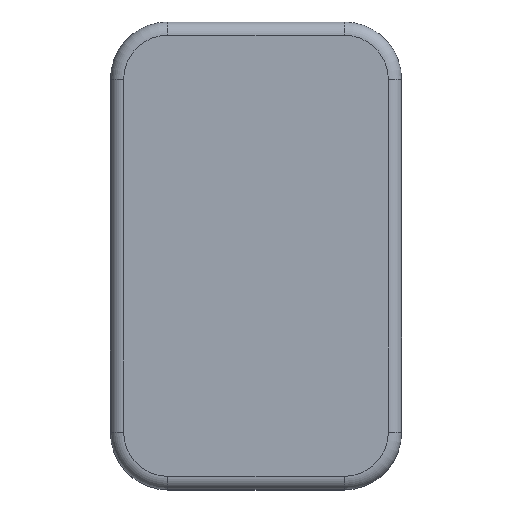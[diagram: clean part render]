
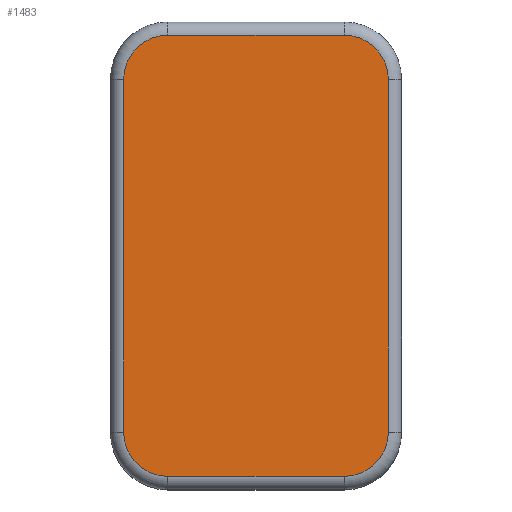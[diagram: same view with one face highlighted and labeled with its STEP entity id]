
A CAD part, top view. The second image highlights one B-rep face of the part: STEP entity #1483.
In plain terms, the highlighted planar face has unit normal (0, 0, 1).
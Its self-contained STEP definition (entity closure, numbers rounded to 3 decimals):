
#938 = CYLINDRICAL_SURFACE('',#939,3.);
#939 = AXIS2_PLACEMENT_3D('',#940,#941,#942);
#940 = CARTESIAN_POINT('',(-30.,-44.992,55.));
#941 = DIRECTION('',(0.,1.,0.));
#942 = DIRECTION('',(0.,0.,-1.));
#1013 = TOROIDAL_SURFACE('',#1014,10.,3.);
#1014 = AXIS2_PLACEMENT_3D('',#1015,#1016,#1017);
#1015 = CARTESIAN_POINT('',(-20.,35.,55.));
#1016 = DIRECTION('',(0.,0.,1.));
#1017 = DIRECTION('',(1.,0.,-0.));
#1069 = CYLINDRICAL_SURFACE('',#1070,3.);
#1070 = AXIS2_PLACEMENT_3D('',#1071,#1072,#1073);
#1071 = CARTESIAN_POINT('',(-20.,45.,55.));
#1072 = DIRECTION('',(1.,0.,0.));
#1073 = DIRECTION('',(0.,0.,-1.));
#1122 = TOROIDAL_SURFACE('',#1123,10.,3.);
#1123 = AXIS2_PLACEMENT_3D('',#1124,#1125,#1126);
#1124 = CARTESIAN_POINT('',(20.,35.,55.));
#1125 = DIRECTION('',(0.,0.,1.));
#1126 = DIRECTION('',(1.,0.,-0.));
#1178 = CYLINDRICAL_SURFACE('',#1179,3.);
#1179 = AXIS2_PLACEMENT_3D('',#1180,#1181,#1182);
#1180 = CARTESIAN_POINT('',(30.,34.999,55.));
#1181 = DIRECTION('',(0.,-1.,0.));
#1182 = DIRECTION('',(0.,0.,-1.));
#1231 = TOROIDAL_SURFACE('',#1232,10.,3.);
#1232 = AXIS2_PLACEMENT_3D('',#1233,#1234,#1235);
#1233 = CARTESIAN_POINT('',(19.992,-45.,55.));
#1234 = DIRECTION('',(0.,0.,1.));
#1235 = DIRECTION('',(1.,0.,-0.));
#1287 = CYLINDRICAL_SURFACE('',#1288,3.);
#1288 = AXIS2_PLACEMENT_3D('',#1289,#1290,#1291);
#1289 = CARTESIAN_POINT('',(19.992,-55.,55.));
#1290 = DIRECTION('',(-1.,0.,0.));
#1291 = DIRECTION('',(-0.,0.,-1.));
#1319 = TOROIDAL_SURFACE('',#1320,10.008,3.);
#1320 = AXIS2_PLACEMENT_3D('',#1321,#1322,#1323);
#1321 = CARTESIAN_POINT('',(-19.992,-44.992,55.));
#1322 = DIRECTION('',(0.,0.,1.));
#1323 = DIRECTION('',(1.,0.,-0.));
#1337 = VERTEX_POINT('',#1338);
#1338 = CARTESIAN_POINT('',(-20.,45.,58.));
#1360 = EDGE_CURVE('',#1337,#1361,#1363,.T.);
#1361 = VERTEX_POINT('',#1362);
#1362 = CARTESIAN_POINT('',(-30.,35.,58.));
#1363 = SURFACE_CURVE('',#1364,(#1369,#1376),.PCURVE_S1.);
#1364 = CIRCLE('',#1365,10.);
#1365 = AXIS2_PLACEMENT_3D('',#1366,#1367,#1368);
#1366 = CARTESIAN_POINT('',(-20.,35.,58.));
#1367 = DIRECTION('',(0.,0.,1.));
#1368 = DIRECTION('',(1.,0.,0.));
#1369 = PCURVE('',#1013,#1370);
#1370 = DEFINITIONAL_REPRESENTATION('',(#1371),#1375);
#1371 = LINE('',#1372,#1373);
#1372 = CARTESIAN_POINT('',(0.,1.571));
#1373 = VECTOR('',#1374,1.);
#1374 = DIRECTION('',(1.,0.));
#1375 = ( GEOMETRIC_REPRESENTATION_CONTEXT(2) 
PARAMETRIC_REPRESENTATION_CONTEXT() REPRESENTATION_CONTEXT('2D SPACE',''
  ) );
#1376 = PCURVE('',#1377,#1382);
#1377 = PLANE('',#1378);
#1378 = AXIS2_PLACEMENT_3D('',#1379,#1380,#1381);
#1379 = CARTESIAN_POINT('',(-0.002,-4.998,58.));
#1380 = DIRECTION('',(0.,0.,1.));
#1381 = DIRECTION('',(1.,0.,0.));
#1382 = DEFINITIONAL_REPRESENTATION('',(#1383),#1387);
#1383 = CIRCLE('',#1384,10.);
#1384 = AXIS2_PLACEMENT_2D('',#1385,#1386);
#1385 = CARTESIAN_POINT('',(-19.998,39.998));
#1386 = DIRECTION('',(1.,0.));
#1387 = ( GEOMETRIC_REPRESENTATION_CONTEXT(2) 
PARAMETRIC_REPRESENTATION_CONTEXT() REPRESENTATION_CONTEXT('2D SPACE',''
  ) );
#1416 = VERTEX_POINT('',#1417);
#1417 = CARTESIAN_POINT('',(30.,34.999,58.));
#1439 = EDGE_CURVE('',#1416,#1440,#1442,.T.);
#1440 = VERTEX_POINT('',#1441);
#1441 = CARTESIAN_POINT('',(29.992,-45.001,58.));
#1442 = SURFACE_CURVE('',#1443,(#1447,#1454),.PCURVE_S1.);
#1443 = LINE('',#1444,#1445);
#1444 = CARTESIAN_POINT('',(30.,34.999,58.));
#1445 = VECTOR('',#1446,1.);
#1446 = DIRECTION('',(0.,-1.,0.));
#1447 = PCURVE('',#1178,#1448);
#1448 = DEFINITIONAL_REPRESENTATION('',(#1449),#1453);
#1449 = LINE('',#1450,#1451);
#1450 = CARTESIAN_POINT('',(3.142,0.));
#1451 = VECTOR('',#1452,1.);
#1452 = DIRECTION('',(0.,1.));
#1453 = ( GEOMETRIC_REPRESENTATION_CONTEXT(2) 
PARAMETRIC_REPRESENTATION_CONTEXT() REPRESENTATION_CONTEXT('2D SPACE',''
  ) );
#1454 = PCURVE('',#1377,#1455);
#1455 = DEFINITIONAL_REPRESENTATION('',(#1456),#1460);
#1456 = LINE('',#1457,#1458);
#1457 = CARTESIAN_POINT('',(30.002,39.997));
#1458 = VECTOR('',#1459,1.);
#1459 = DIRECTION('',(0.,-1.));
#1460 = ( GEOMETRIC_REPRESENTATION_CONTEXT(2) 
PARAMETRIC_REPRESENTATION_CONTEXT() REPRESENTATION_CONTEXT('2D SPACE',''
  ) );
#1483 = ADVANCED_FACE('',(#1484),#1377,.T.);
#1484 = FACE_BOUND('',#1485,.F.);
#1485 = EDGE_LOOP('',(#1486,#1509,#1510,#1533,#1555,#1556,#1580,#1603));
#1486 = ORIENTED_EDGE('',*,*,#1487,.T.);
#1487 = EDGE_CURVE('',#1488,#1361,#1490,.T.);
#1488 = VERTEX_POINT('',#1489);
#1489 = CARTESIAN_POINT('',(-30.,-44.992,58.));
#1490 = SURFACE_CURVE('',#1491,(#1495,#1502),.PCURVE_S1.);
#1491 = LINE('',#1492,#1493);
#1492 = CARTESIAN_POINT('',(-30.,-44.992,58.));
#1493 = VECTOR('',#1494,1.);
#1494 = DIRECTION('',(0.,1.,0.));
#1495 = PCURVE('',#1377,#1496);
#1496 = DEFINITIONAL_REPRESENTATION('',(#1497),#1501);
#1497 = LINE('',#1498,#1499);
#1498 = CARTESIAN_POINT('',(-29.998,-39.994));
#1499 = VECTOR('',#1500,1.);
#1500 = DIRECTION('',(0.,1.));
#1501 = ( GEOMETRIC_REPRESENTATION_CONTEXT(2) 
PARAMETRIC_REPRESENTATION_CONTEXT() REPRESENTATION_CONTEXT('2D SPACE',''
  ) );
#1502 = PCURVE('',#938,#1503);
#1503 = DEFINITIONAL_REPRESENTATION('',(#1504),#1508);
#1504 = LINE('',#1505,#1506);
#1505 = CARTESIAN_POINT('',(3.142,0.));
#1506 = VECTOR('',#1507,1.);
#1507 = DIRECTION('',(0.,1.));
#1508 = ( GEOMETRIC_REPRESENTATION_CONTEXT(2) 
PARAMETRIC_REPRESENTATION_CONTEXT() REPRESENTATION_CONTEXT('2D SPACE',''
  ) );
#1509 = ORIENTED_EDGE('',*,*,#1360,.F.);
#1510 = ORIENTED_EDGE('',*,*,#1511,.T.);
#1511 = EDGE_CURVE('',#1337,#1512,#1514,.T.);
#1512 = VERTEX_POINT('',#1513);
#1513 = CARTESIAN_POINT('',(20.,45.,58.));
#1514 = SURFACE_CURVE('',#1515,(#1519,#1526),.PCURVE_S1.);
#1515 = LINE('',#1516,#1517);
#1516 = CARTESIAN_POINT('',(-20.,45.,58.));
#1517 = VECTOR('',#1518,1.);
#1518 = DIRECTION('',(1.,0.,0.));
#1519 = PCURVE('',#1377,#1520);
#1520 = DEFINITIONAL_REPRESENTATION('',(#1521),#1525);
#1521 = LINE('',#1522,#1523);
#1522 = CARTESIAN_POINT('',(-19.998,49.998));
#1523 = VECTOR('',#1524,1.);
#1524 = DIRECTION('',(1.,0.));
#1525 = ( GEOMETRIC_REPRESENTATION_CONTEXT(2) 
PARAMETRIC_REPRESENTATION_CONTEXT() REPRESENTATION_CONTEXT('2D SPACE',''
  ) );
#1526 = PCURVE('',#1069,#1527);
#1527 = DEFINITIONAL_REPRESENTATION('',(#1528),#1532);
#1528 = LINE('',#1529,#1530);
#1529 = CARTESIAN_POINT('',(3.142,0.));
#1530 = VECTOR('',#1531,1.);
#1531 = DIRECTION('',(0.,1.));
#1532 = ( GEOMETRIC_REPRESENTATION_CONTEXT(2) 
PARAMETRIC_REPRESENTATION_CONTEXT() REPRESENTATION_CONTEXT('2D SPACE',''
  ) );
#1533 = ORIENTED_EDGE('',*,*,#1534,.F.);
#1534 = EDGE_CURVE('',#1416,#1512,#1535,.T.);
#1535 = SURFACE_CURVE('',#1536,(#1541,#1548),.PCURVE_S1.);
#1536 = CIRCLE('',#1537,10.);
#1537 = AXIS2_PLACEMENT_3D('',#1538,#1539,#1540);
#1538 = CARTESIAN_POINT('',(20.,35.,58.));
#1539 = DIRECTION('',(0.,0.,1.));
#1540 = DIRECTION('',(1.,0.,0.));
#1541 = PCURVE('',#1377,#1542);
#1542 = DEFINITIONAL_REPRESENTATION('',(#1543),#1547);
#1543 = CIRCLE('',#1544,10.);
#1544 = AXIS2_PLACEMENT_2D('',#1545,#1546);
#1545 = CARTESIAN_POINT('',(20.002,39.998));
#1546 = DIRECTION('',(1.,0.));
#1547 = ( GEOMETRIC_REPRESENTATION_CONTEXT(2) 
PARAMETRIC_REPRESENTATION_CONTEXT() REPRESENTATION_CONTEXT('2D SPACE',''
  ) );
#1548 = PCURVE('',#1122,#1549);
#1549 = DEFINITIONAL_REPRESENTATION('',(#1550),#1554);
#1550 = LINE('',#1551,#1552);
#1551 = CARTESIAN_POINT('',(0.,1.571));
#1552 = VECTOR('',#1553,1.);
#1553 = DIRECTION('',(1.,0.));
#1554 = ( GEOMETRIC_REPRESENTATION_CONTEXT(2) 
PARAMETRIC_REPRESENTATION_CONTEXT() REPRESENTATION_CONTEXT('2D SPACE',''
  ) );
#1555 = ORIENTED_EDGE('',*,*,#1439,.T.);
#1556 = ORIENTED_EDGE('',*,*,#1557,.F.);
#1557 = EDGE_CURVE('',#1558,#1440,#1560,.T.);
#1558 = VERTEX_POINT('',#1559);
#1559 = CARTESIAN_POINT('',(19.992,-55.,58.));
#1560 = SURFACE_CURVE('',#1561,(#1566,#1573),.PCURVE_S1.);
#1561 = CIRCLE('',#1562,10.);
#1562 = AXIS2_PLACEMENT_3D('',#1563,#1564,#1565);
#1563 = CARTESIAN_POINT('',(19.992,-45.,58.));
#1564 = DIRECTION('',(0.,0.,1.));
#1565 = DIRECTION('',(1.,0.,0.));
#1566 = PCURVE('',#1377,#1567);
#1567 = DEFINITIONAL_REPRESENTATION('',(#1568),#1572);
#1568 = CIRCLE('',#1569,10.);
#1569 = AXIS2_PLACEMENT_2D('',#1570,#1571);
#1570 = CARTESIAN_POINT('',(19.994,-40.002));
#1571 = DIRECTION('',(1.,0.));
#1572 = ( GEOMETRIC_REPRESENTATION_CONTEXT(2) 
PARAMETRIC_REPRESENTATION_CONTEXT() REPRESENTATION_CONTEXT('2D SPACE',''
  ) );
#1573 = PCURVE('',#1231,#1574);
#1574 = DEFINITIONAL_REPRESENTATION('',(#1575),#1579);
#1575 = LINE('',#1576,#1577);
#1576 = CARTESIAN_POINT('',(0.,1.571));
#1577 = VECTOR('',#1578,1.);
#1578 = DIRECTION('',(1.,0.));
#1579 = ( GEOMETRIC_REPRESENTATION_CONTEXT(2) 
PARAMETRIC_REPRESENTATION_CONTEXT() REPRESENTATION_CONTEXT('2D SPACE',''
  ) );
#1580 = ORIENTED_EDGE('',*,*,#1581,.T.);
#1581 = EDGE_CURVE('',#1558,#1582,#1584,.T.);
#1582 = VERTEX_POINT('',#1583);
#1583 = CARTESIAN_POINT('',(-19.992,-55.,58.));
#1584 = SURFACE_CURVE('',#1585,(#1589,#1596),.PCURVE_S1.);
#1585 = LINE('',#1586,#1587);
#1586 = CARTESIAN_POINT('',(19.992,-55.,58.));
#1587 = VECTOR('',#1588,1.);
#1588 = DIRECTION('',(-1.,0.,0.));
#1589 = PCURVE('',#1377,#1590);
#1590 = DEFINITIONAL_REPRESENTATION('',(#1591),#1595);
#1591 = LINE('',#1592,#1593);
#1592 = CARTESIAN_POINT('',(19.994,-50.002));
#1593 = VECTOR('',#1594,1.);
#1594 = DIRECTION('',(-1.,0.));
#1595 = ( GEOMETRIC_REPRESENTATION_CONTEXT(2) 
PARAMETRIC_REPRESENTATION_CONTEXT() REPRESENTATION_CONTEXT('2D SPACE',''
  ) );
#1596 = PCURVE('',#1287,#1597);
#1597 = DEFINITIONAL_REPRESENTATION('',(#1598),#1602);
#1598 = LINE('',#1599,#1600);
#1599 = CARTESIAN_POINT('',(3.142,0.));
#1600 = VECTOR('',#1601,1.);
#1601 = DIRECTION('',(0.,1.));
#1602 = ( GEOMETRIC_REPRESENTATION_CONTEXT(2) 
PARAMETRIC_REPRESENTATION_CONTEXT() REPRESENTATION_CONTEXT('2D SPACE',''
  ) );
#1603 = ORIENTED_EDGE('',*,*,#1604,.F.);
#1604 = EDGE_CURVE('',#1488,#1582,#1605,.T.);
#1605 = SURFACE_CURVE('',#1606,(#1611,#1618),.PCURVE_S1.);
#1606 = CIRCLE('',#1607,10.008);
#1607 = AXIS2_PLACEMENT_3D('',#1608,#1609,#1610);
#1608 = CARTESIAN_POINT('',(-19.992,-44.992,58.));
#1609 = DIRECTION('',(0.,0.,1.));
#1610 = DIRECTION('',(1.,0.,0.));
#1611 = PCURVE('',#1377,#1612);
#1612 = DEFINITIONAL_REPRESENTATION('',(#1613),#1617);
#1613 = CIRCLE('',#1614,10.008);
#1614 = AXIS2_PLACEMENT_2D('',#1615,#1616);
#1615 = CARTESIAN_POINT('',(-19.991,-39.994));
#1616 = DIRECTION('',(1.,0.));
#1617 = ( GEOMETRIC_REPRESENTATION_CONTEXT(2) 
PARAMETRIC_REPRESENTATION_CONTEXT() REPRESENTATION_CONTEXT('2D SPACE',''
  ) );
#1618 = PCURVE('',#1319,#1619);
#1619 = DEFINITIONAL_REPRESENTATION('',(#1620),#1624);
#1620 = LINE('',#1621,#1622);
#1621 = CARTESIAN_POINT('',(0.,1.571));
#1622 = VECTOR('',#1623,1.);
#1623 = DIRECTION('',(1.,0.));
#1624 = ( GEOMETRIC_REPRESENTATION_CONTEXT(2) 
PARAMETRIC_REPRESENTATION_CONTEXT() REPRESENTATION_CONTEXT('2D SPACE',''
  ) );
